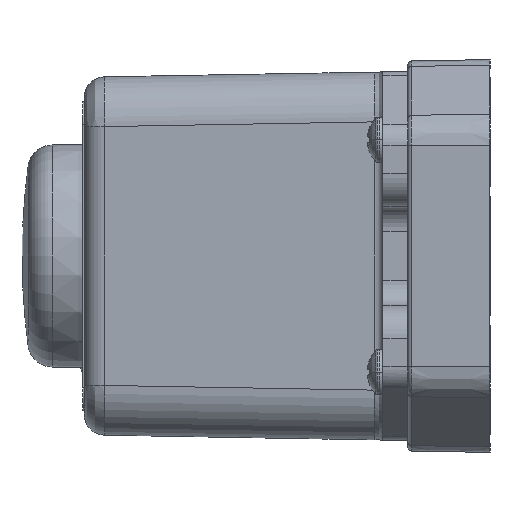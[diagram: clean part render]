
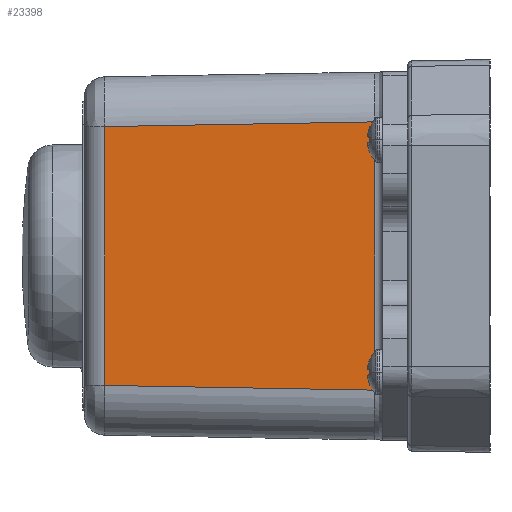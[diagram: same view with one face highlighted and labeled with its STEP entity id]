
A CAD part, left-side view. The second image highlights one B-rep face of the part: STEP entity #23398.
In plain terms, the highlighted planar face has unit normal (-1, 0.019, 0).
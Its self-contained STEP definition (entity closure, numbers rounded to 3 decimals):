
#17447=CARTESIAN_POINT('',(-57.907,4.981,
-16.164));
#17534=DIRECTION('',(0.,0.,-1.));
#17535=VECTOR('',#17534,32.328);
#17536=CARTESIAN_POINT('',(-57.907,4.981,
16.164));
#17537=LINE('',#17536,#17535);
#17538=DIRECTION('',(0.019,1.,0.017));
#17539=VECTOR('',#17538,32.576);
#17540=CARTESIAN_POINT('',(-57.907,4.981,
-16.164));
#17541=LINE('',#17540,#17539);
#17542=DIRECTION('',(0.,0.,-1.));
#17543=VECTOR('',#17542,31.191);
#17544=CARTESIAN_POINT('',(-57.296,37.547,
15.596));
#17545=LINE('',#17544,#17543);
#17546=DIRECTION('',(-0.019,-1.,0.017));
#17547=VECTOR('',#17546,32.576);
#17548=CARTESIAN_POINT('',(-57.296,37.547,
15.596));
#17549=LINE('',#17548,#17547);
#19112=CARTESIAN_POINT('',(-57.296,37.547,
15.596));
#19113=CARTESIAN_POINT('',(-57.296,37.547,
-15.596));
#19114=VERTEX_POINT('',#19112);
#19115=VERTEX_POINT('',#19113);
#19571=VERTEX_POINT('',#17447);
#19573=CARTESIAN_POINT('',(-57.907,4.981,
16.164));
#19574=VERTEX_POINT('',#19573);
#23386=CARTESIAN_POINT('',(-57.25,40.,-22.25));
#23387=DIRECTION('',(-1.,0.019,0.));
#23388=DIRECTION('',(-0.019,-1.,0.));
#23389=AXIS2_PLACEMENT_3D('',#23386,#23387,#23388);
#23390=PLANE('',#23389);
#23391=ORIENTED_EDGE('',*,*,#23378,.T.);
#23392=ORIENTED_EDGE('',*,*,#23246,.T.);
#23394=ORIENTED_EDGE('',*,*,#23393,.F.);
#23395=ORIENTED_EDGE('',*,*,#21567,.T.);
#23396=EDGE_LOOP('',(#23391,#23392,#23394,#23395));
#23397=FACE_OUTER_BOUND('',#23396,.F.);
#23398=ADVANCED_FACE('',(#23397),#23390,.T.);
#21567=EDGE_CURVE('',#19114,#19574,#17549,.T.);
#23246=EDGE_CURVE('',#19571,#19115,#17541,.T.);
#23378=EDGE_CURVE('',#19574,#19571,#17537,.T.);
#23393=EDGE_CURVE('',#19114,#19115,#17545,.T.);
